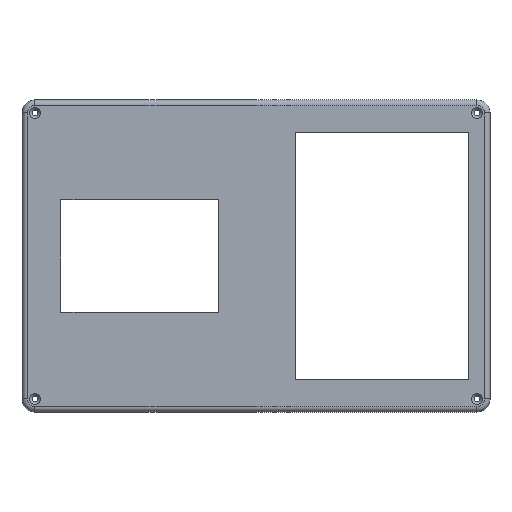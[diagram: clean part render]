
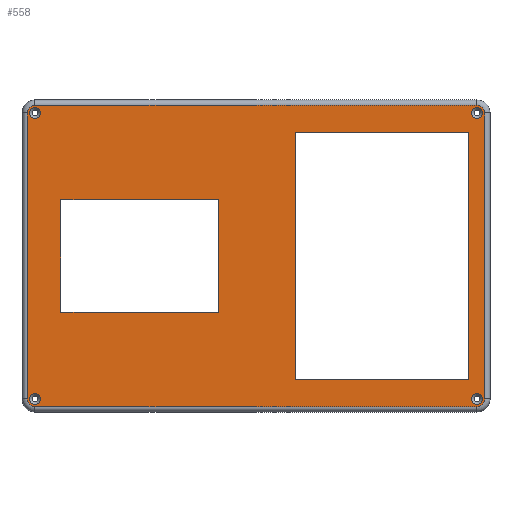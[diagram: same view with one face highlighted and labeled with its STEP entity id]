
A CAD part, top view. The second image highlights one B-rep face of the part: STEP entity #558.
In plain terms, the highlighted planar face has unit normal (0, 0, 1).
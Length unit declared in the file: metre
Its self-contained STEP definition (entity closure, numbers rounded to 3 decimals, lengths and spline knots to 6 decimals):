
#36=CIRCLE('',#608,0.00381);
#37=CIRCLE('',#609,0.00381);
#38=CIRCLE('',#610,0.00381);
#39=CIRCLE('',#611,0.00381);
#40=CIRCLE('',#612,0.002692);
#41=CIRCLE('',#613,0.002692);
#42=CIRCLE('',#614,0.002692);
#43=CIRCLE('',#615,0.002692);
#68=ORIENTED_EDGE('',*,*,#220,.T.);
#69=ORIENTED_EDGE('',*,*,#221,.T.);
#70=ORIENTED_EDGE('',*,*,#222,.T.);
#71=ORIENTED_EDGE('',*,*,#223,.T.);
#72=ORIENTED_EDGE('',*,*,#224,.T.);
#73=ORIENTED_EDGE('',*,*,#225,.T.);
#74=ORIENTED_EDGE('',*,*,#226,.T.);
#75=ORIENTED_EDGE('',*,*,#227,.T.);
#76=ORIENTED_EDGE('',*,*,#228,.T.);
#77=ORIENTED_EDGE('',*,*,#229,.T.);
#78=ORIENTED_EDGE('',*,*,#230,.T.);
#79=ORIENTED_EDGE('',*,*,#231,.T.);
#80=ORIENTED_EDGE('',*,*,#232,.F.);
#81=ORIENTED_EDGE('',*,*,#233,.T.);
#82=ORIENTED_EDGE('',*,*,#234,.T.);
#83=ORIENTED_EDGE('',*,*,#235,.F.);
#84=ORIENTED_EDGE('',*,*,#236,.F.);
#85=ORIENTED_EDGE('',*,*,#237,.T.);
#86=ORIENTED_EDGE('',*,*,#238,.T.);
#87=ORIENTED_EDGE('',*,*,#239,.F.);
#220=EDGE_CURVE('',#296,#297,#348,.T.);
#221=EDGE_CURVE('',#297,#298,#36,.T.);
#222=EDGE_CURVE('',#298,#299,#349,.T.);
#223=EDGE_CURVE('',#299,#300,#37,.T.);
#224=EDGE_CURVE('',#300,#301,#350,.F.);
#225=EDGE_CURVE('',#301,#302,#38,.T.);
#226=EDGE_CURVE('',#302,#303,#351,.F.);
#227=EDGE_CURVE('',#303,#296,#39,.T.);
#228=EDGE_CURVE('',#304,#304,#40,.T.);
#229=EDGE_CURVE('',#305,#305,#41,.T.);
#230=EDGE_CURVE('',#306,#306,#42,.T.);
#231=EDGE_CURVE('',#307,#307,#43,.T.);
#232=EDGE_CURVE('',#308,#309,#352,.T.);
#233=EDGE_CURVE('',#308,#310,#353,.T.);
#234=EDGE_CURVE('',#310,#311,#354,.T.);
#235=EDGE_CURVE('',#309,#311,#355,.T.);
#236=EDGE_CURVE('',#312,#313,#356,.T.);
#237=EDGE_CURVE('',#312,#314,#357,.T.);
#238=EDGE_CURVE('',#314,#315,#358,.T.);
#239=EDGE_CURVE('',#313,#315,#359,.T.);
#296=VERTEX_POINT('',#857);
#297=VERTEX_POINT('',#858);
#298=VERTEX_POINT('',#860);
#299=VERTEX_POINT('',#862);
#300=VERTEX_POINT('',#864);
#301=VERTEX_POINT('',#866);
#302=VERTEX_POINT('',#868);
#303=VERTEX_POINT('',#870);
#304=VERTEX_POINT('',#873);
#305=VERTEX_POINT('',#875);
#306=VERTEX_POINT('',#877);
#307=VERTEX_POINT('',#879);
#308=VERTEX_POINT('',#881);
#309=VERTEX_POINT('',#882);
#310=VERTEX_POINT('',#884);
#311=VERTEX_POINT('',#886);
#312=VERTEX_POINT('',#889);
#313=VERTEX_POINT('',#890);
#314=VERTEX_POINT('',#892);
#315=VERTEX_POINT('',#894);
#348=LINE('',#856,#392);
#349=LINE('',#861,#393);
#350=LINE('',#865,#394);
#351=LINE('',#869,#395);
#352=LINE('',#880,#396);
#353=LINE('',#883,#397);
#354=LINE('',#885,#398);
#355=LINE('',#887,#399);
#356=LINE('',#888,#400);
#357=LINE('',#891,#401);
#358=LINE('',#893,#402);
#359=LINE('',#895,#403);
#392=VECTOR('',#678,1.);
#393=VECTOR('',#681,1.);
#394=VECTOR('',#684,1.);
#395=VECTOR('',#687,1.);
#396=VECTOR('',#698,1.);
#397=VECTOR('',#699,1.);
#398=VECTOR('',#700,1.);
#399=VECTOR('',#701,1.);
#400=VECTOR('',#702,1.);
#401=VECTOR('',#703,1.);
#402=VECTOR('',#704,1.);
#403=VECTOR('',#705,1.);
#436=EDGE_LOOP('',(#68,#69,#70,#71,#72,#73,#74,#75));
#437=EDGE_LOOP('',(#76));
#438=EDGE_LOOP('',(#77));
#439=EDGE_LOOP('',(#78));
#440=EDGE_LOOP('',(#79));
#441=EDGE_LOOP('',(#80,#81,#82,#83));
#442=EDGE_LOOP('',(#84,#85,#86,#87));
#490=FACE_BOUND('',#436,.T.);
#491=FACE_BOUND('',#437,.T.);
#492=FACE_BOUND('',#438,.T.);
#493=FACE_BOUND('',#439,.T.);
#494=FACE_BOUND('',#440,.T.);
#495=FACE_BOUND('',#441,.T.);
#496=FACE_BOUND('',#442,.T.);
#544=PLANE('',#607);
#558=ADVANCED_FACE('',(#490,#491,#492,#493,#494,#495,#496),#544,.T.);
#607=AXIS2_PLACEMENT_3D('',#855,#676,#677);
#608=AXIS2_PLACEMENT_3D('',#859,#679,#680);
#609=AXIS2_PLACEMENT_3D('',#863,#682,#683);
#610=AXIS2_PLACEMENT_3D('',#867,#685,#686);
#611=AXIS2_PLACEMENT_3D('',#871,#688,#689);
#612=AXIS2_PLACEMENT_3D('',#872,#690,#691);
#613=AXIS2_PLACEMENT_3D('',#874,#692,#693);
#614=AXIS2_PLACEMENT_3D('',#876,#694,#695);
#615=AXIS2_PLACEMENT_3D('',#878,#696,#697);
#676=DIRECTION('',(0.,0.,1.));
#677=DIRECTION('',(1.,0.,0.));
#678=DIRECTION('',(0.,-1.,0.));
#679=DIRECTION('',(0.,0.,1.));
#680=DIRECTION('',(1.,0.,0.));
#681=DIRECTION('',(1.,0.,0.));
#682=DIRECTION('',(0.,0.,1.));
#683=DIRECTION('',(1.,0.,0.));
#684=DIRECTION('',(0.,-1.,0.));
#685=DIRECTION('',(0.,0.,1.));
#686=DIRECTION('',(1.,0.,0.));
#687=DIRECTION('',(1.,0.,0.));
#688=DIRECTION('',(0.,0.,1.));
#689=DIRECTION('',(1.,0.,0.));
#690=DIRECTION('',(0.,0.,-1.));
#691=DIRECTION('',(-1.,0.,0.));
#692=DIRECTION('',(0.,0.,-1.));
#693=DIRECTION('',(-1.,0.,0.));
#694=DIRECTION('',(0.,0.,-1.));
#695=DIRECTION('',(-1.,0.,0.));
#696=DIRECTION('',(0.,0.,-1.));
#697=DIRECTION('',(-1.,0.,0.));
#698=DIRECTION('',(0.,-1.,0.));
#699=DIRECTION('',(1.,0.,0.));
#700=DIRECTION('',(0.,-1.,0.));
#701=DIRECTION('',(1.,0.,0.));
#702=DIRECTION('',(0.,-1.,0.));
#703=DIRECTION('',(1.,0.,0.));
#704=DIRECTION('',(0.,-1.,0.));
#705=DIRECTION('',(1.,0.,0.));
#855=CARTESIAN_POINT('',(0.1143,-0.0762,0.003175));
#856=CARTESIAN_POINT('',(0.00254,-0.14605,0.003175));
#857=CARTESIAN_POINT('',(0.00254,-0.00635,0.003175));
#858=CARTESIAN_POINT('',(0.00254,-0.14605,0.003175));
#859=CARTESIAN_POINT('',(0.00635,-0.14605,0.003175));
#860=CARTESIAN_POINT('',(0.00635,-0.14986,0.003175));
#861=CARTESIAN_POINT('',(0.22225,-0.14986,0.003175));
#862=CARTESIAN_POINT('',(0.22225,-0.14986,0.003175));
#863=CARTESIAN_POINT('',(0.22225,-0.14605,0.003175));
#864=CARTESIAN_POINT('',(0.22606,-0.14605,0.003175));
#865=CARTESIAN_POINT('',(0.22606,-0.0762,0.003175));
#866=CARTESIAN_POINT('',(0.22606,-0.00635,0.003175));
#867=CARTESIAN_POINT('',(0.22225,-0.00635,0.003175));
#868=CARTESIAN_POINT('',(0.22225,-0.00254,0.003175));
#869=CARTESIAN_POINT('',(0.1143,-0.00254,0.003175));
#870=CARTESIAN_POINT('',(0.00635,-0.00254,0.003175));
#871=CARTESIAN_POINT('',(0.00635,-0.00635,0.003175));
#872=CARTESIAN_POINT('',(0.22225,-0.00635,0.003175));
#873=CARTESIAN_POINT('',(0.219558,-0.00635,0.003175));
#874=CARTESIAN_POINT('',(0.22225,-0.14605,0.003175));
#875=CARTESIAN_POINT('',(0.219558,-0.14605,0.003175));
#876=CARTESIAN_POINT('',(0.00635,-0.14605,0.003175));
#877=CARTESIAN_POINT('',(0.003658,-0.14605,0.003175));
#878=CARTESIAN_POINT('',(0.00635,-0.00635,0.003175));
#879=CARTESIAN_POINT('',(0.003658,-0.00635,0.003175));
#880=CARTESIAN_POINT('',(0.13345,-0.0762,0.003175));
#881=CARTESIAN_POINT('',(0.13345,-0.0157,0.003175));
#882=CARTESIAN_POINT('',(0.13345,-0.1367,0.003175));
#883=CARTESIAN_POINT('',(0.175725,-0.0157,0.003175));
#884=CARTESIAN_POINT('',(0.218,-0.0157,0.003175));
#885=CARTESIAN_POINT('',(0.218,-0.0762,0.003175));
#886=CARTESIAN_POINT('',(0.218,-0.1367,0.003175));
#887=CARTESIAN_POINT('',(0.175725,-0.1367,0.003175));
#888=CARTESIAN_POINT('',(0.019025,-0.0762,0.003175));
#889=CARTESIAN_POINT('',(0.019025,-0.04868,0.003175));
#890=CARTESIAN_POINT('',(0.019025,-0.10372,0.003175));
#891=CARTESIAN_POINT('',(0.057525,-0.04868,0.003175));
#892=CARTESIAN_POINT('',(0.096025,-0.04868,0.003175));
#893=CARTESIAN_POINT('',(0.096025,-0.0762,0.003175));
#894=CARTESIAN_POINT('',(0.096025,-0.10372,0.003175));
#895=CARTESIAN_POINT('',(0.057525,-0.10372,0.003175));
